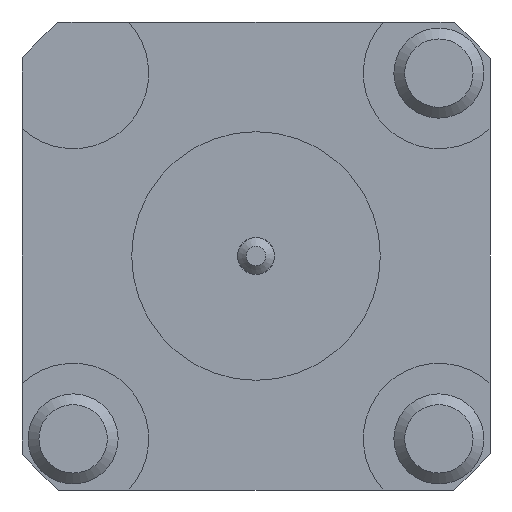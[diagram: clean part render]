
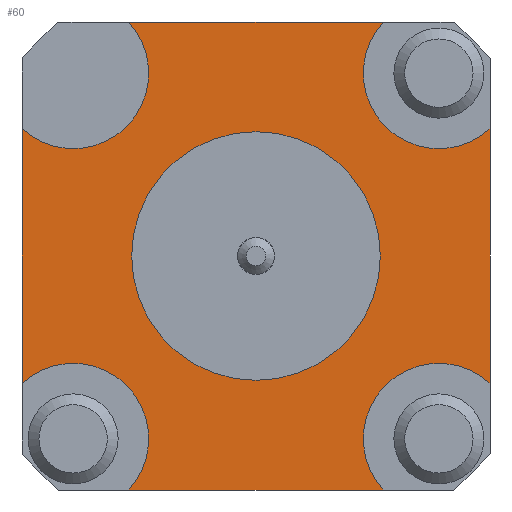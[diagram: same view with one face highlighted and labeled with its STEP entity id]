
A CAD part, front view. The second image highlights one B-rep face of the part: STEP entity #60.
In plain terms, the highlighted planar face has unit normal (0, -1, 0).
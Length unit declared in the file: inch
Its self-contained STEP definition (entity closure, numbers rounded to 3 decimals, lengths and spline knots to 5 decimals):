
#23 = AXIS2_PLACEMENT_3D ( 'NONE', #2024, #1399, #256 ) ;
#60 = ADVANCED_FACE ( 'NONE', ( #2382, #231 ), #1231, .F. ) ;
#76 = LINE ( 'NONE', #1430, #2319 ) ;
#85 = VERTEX_POINT ( 'NONE', #2234 ) ;
#152 = CARTESIAN_POINT ( 'NONE',  ( -0.12795, -0.04843, 0.06954 ) ) ;
#174 = DIRECTION ( 'NONE',  ( 0., 0., 1. ) ) ;
#221 = DIRECTION ( 'NONE',  ( 0., 1., 0. ) ) ;
#231 = FACE_OUTER_BOUND ( 'NONE', #1733, .T. ) ;
#237 = CARTESIAN_POINT ( 'NONE',  ( 0., -0.04843, -0.068 ) ) ;
#256 = DIRECTION ( 'NONE',  ( 1., 0., 0. ) ) ;
#268 = DIRECTION ( 'NONE',  ( 0., 0., -1. ) ) ;
#271 = EDGE_CURVE ( 'NONE', #2115, #1249, #2256, .T. ) ;
#279 = DIRECTION ( 'NONE',  ( 0., -1., 0. ) ) ;
#408 = ORIENTED_EDGE ( 'NONE', *, *, #851, .T. ) ;
#507 = CARTESIAN_POINT ( 'NONE',  ( -0.12795, -0.04843, -0.06954 ) ) ;
#558 = ORIENTED_EDGE ( 'NONE', *, *, #1991, .F. ) ;
#561 = DIRECTION ( 'NONE',  ( 1., 0., 0. ) ) ;
#592 = VERTEX_POINT ( 'NONE', #1483 ) ;
#679 = ORIENTED_EDGE ( 'NONE', *, *, #1798, .F. ) ;
#685 = CIRCLE ( 'NONE', #2140, 0.04134 ) ;
#739 = EDGE_CURVE ( 'NONE', #1403, #1403, #1420, .T. ) ;
#753 = CARTESIAN_POINT ( 'NONE',  ( -0.12795, -0.04843, -0.06954 ) ) ;
#755 = DIRECTION ( 'NONE',  ( 0., 1., 0. ) ) ;
#818 = DIRECTION ( 'NONE',  ( 1., 0., 0. ) ) ;
#832 = EDGE_LOOP ( 'NONE', ( #2130 ) ) ;
#838 = DIRECTION ( 'NONE',  ( -1., 0., 0. ) ) ;
#851 = EDGE_CURVE ( 'NONE', #1172, #592, #685, .T. ) ;
#878 = VECTOR ( 'NONE', #174, 39.37008 ) ;
#997 = ORIENTED_EDGE ( 'NONE', *, *, #1149, .T. ) ;
#1017 = AXIS2_PLACEMENT_3D ( 'NONE', #1258, #1281, #2280 ) ;
#1060 = LINE ( 'NONE', #2036, #1415 ) ;
#1097 = CARTESIAN_POINT ( 'NONE',  ( 0.1, -0.04843, -0.1 ) ) ;
#1149 = EDGE_CURVE ( 'NONE', #1294, #1883, #1514, .T. ) ;
#1172 = VERTEX_POINT ( 'NONE', #2094 ) ;
#1188 = AXIS2_PLACEMENT_3D ( 'NONE', #2058, #279, #1429 ) ;
#1192 = ORIENTED_EDGE ( 'NONE', *, *, #2128, .F. ) ;
#1199 = VERTEX_POINT ( 'NONE', #507 ) ;
#1229 = CARTESIAN_POINT ( 'NONE',  ( 0.12795, -0.04843, 0.06954 ) ) ;
#1231 = PLANE ( 'NONE',  #23 ) ;
#1249 = VERTEX_POINT ( 'NONE', #152 ) ;
#1258 = CARTESIAN_POINT ( 'NONE',  ( 0.1, -0.04843, 0.1 ) ) ;
#1281 = DIRECTION ( 'NONE',  ( 0., 1., 0. ) ) ;
#1294 = VERTEX_POINT ( 'NONE', #1229 ) ;
#1313 = DIRECTION ( 'NONE',  ( 0., 1., 0. ) ) ;
#1363 = ORIENTED_EDGE ( 'NONE', *, *, #1576, .T. ) ;
#1368 = CIRCLE ( 'NONE', #2535, 0.04134 ) ;
#1399 = DIRECTION ( 'NONE',  ( 0., 1., 0. ) ) ;
#1403 = VERTEX_POINT ( 'NONE', #237 ) ;
#1415 = VECTOR ( 'NONE', #838, 39.37008 ) ;
#1417 = DIRECTION ( 'NONE',  ( 1., 0., 0. ) ) ;
#1420 = CIRCLE ( 'NONE', #1188, 0.068 ) ;
#1429 = DIRECTION ( 'NONE',  ( 0., 0., -1. ) ) ;
#1430 = CARTESIAN_POINT ( 'NONE',  ( -0.06954, -0.04843, 0.12795 ) ) ;
#1446 = CARTESIAN_POINT ( 'NONE',  ( 0.12795, -0.04843, 0.06954 ) ) ;
#1483 = CARTESIAN_POINT ( 'NONE',  ( 0.12795, -0.04843, -0.06954 ) ) ;
#1514 = CIRCLE ( 'NONE', #1017, 0.04134 ) ;
#1520 = ORIENTED_EDGE ( 'NONE', *, *, #271, .T. ) ;
#1540 = ORIENTED_EDGE ( 'NONE', *, *, #1808, .F. ) ;
#1576 = EDGE_CURVE ( 'NONE', #1199, #85, #1368, .T. ) ;
#1591 = CARTESIAN_POINT ( 'NONE',  ( -0.1, -0.04843, 0.1 ) ) ;
#1733 = EDGE_LOOP ( 'NONE', ( #1363, #1540, #408, #679, #997, #1192, #1520, #558 ) ) ;
#1798 = EDGE_CURVE ( 'NONE', #1294, #592, #2231, .T. ) ;
#1808 = EDGE_CURVE ( 'NONE', #1172, #85, #1060, .T. ) ;
#1828 = CARTESIAN_POINT ( 'NONE',  ( -0.06954, -0.04843, 0.12795 ) ) ;
#1881 = DIRECTION ( 'NONE',  ( 1., 0., 0. ) ) ;
#1883 = VERTEX_POINT ( 'NONE', #2116 ) ;
#1991 = EDGE_CURVE ( 'NONE', #1199, #1249, #2158, .T. ) ;
#2024 = CARTESIAN_POINT ( 'NONE',  ( -0.1, -0.04843, -0.1 ) ) ;
#2036 = CARTESIAN_POINT ( 'NONE',  ( 0.06954, -0.04843, -0.12795 ) ) ;
#2058 = CARTESIAN_POINT ( 'NONE',  ( 0., -0.04843, 0. ) ) ;
#2094 = CARTESIAN_POINT ( 'NONE',  ( 0.06954, -0.04843, -0.12795 ) ) ;
#2115 = VERTEX_POINT ( 'NONE', #1828 ) ;
#2116 = CARTESIAN_POINT ( 'NONE',  ( 0.06954, -0.04843, 0.12795 ) ) ;
#2128 = EDGE_CURVE ( 'NONE', #2115, #1883, #76, .T. ) ;
#2130 = ORIENTED_EDGE ( 'NONE', *, *, #739, .F. ) ;
#2140 = AXIS2_PLACEMENT_3D ( 'NONE', #1097, #1313, #1881 ) ;
#2158 = LINE ( 'NONE', #753, #878 ) ;
#2231 = LINE ( 'NONE', #1446, #2543 ) ;
#2234 = CARTESIAN_POINT ( 'NONE',  ( -0.06954, -0.04843, -0.12795 ) ) ;
#2256 = CIRCLE ( 'NONE', #2419, 0.04134 ) ;
#2280 = DIRECTION ( 'NONE',  ( 1., 0., 0. ) ) ;
#2319 = VECTOR ( 'NONE', #1417, 39.37008 ) ;
#2382 = FACE_BOUND ( 'NONE', #832, .T. ) ;
#2419 = AXIS2_PLACEMENT_3D ( 'NONE', #1591, #221, #818 ) ;
#2533 = CARTESIAN_POINT ( 'NONE',  ( -0.1, -0.04843, -0.1 ) ) ;
#2535 = AXIS2_PLACEMENT_3D ( 'NONE', #2533, #755, #561 ) ;
#2543 = VECTOR ( 'NONE', #268, 39.37008 ) ;
